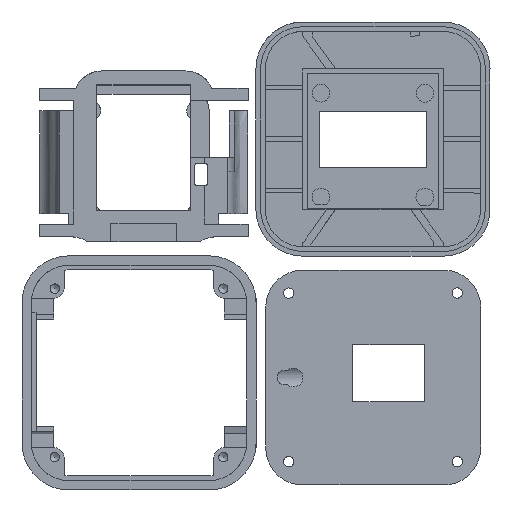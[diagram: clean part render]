
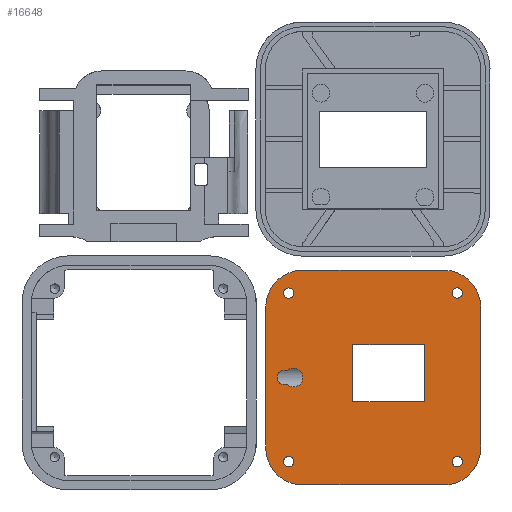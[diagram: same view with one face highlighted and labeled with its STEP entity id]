
A CAD part, front view. The second image highlights one B-rep face of the part: STEP entity #16648.
In plain terms, the highlighted planar face has unit normal (0, -1, 0).
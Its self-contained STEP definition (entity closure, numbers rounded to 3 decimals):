
#241=FACE_BOUND('',#2570,.T.);
#242=FACE_BOUND('',#2571,.T.);
#243=FACE_BOUND('',#2572,.T.);
#244=FACE_BOUND('',#2573,.T.);
#245=FACE_BOUND('',#2574,.T.);
#246=FACE_BOUND('',#2575,.T.);
#646=CIRCLE('',#17735,1.1);
#647=CIRCLE('',#17737,1.1);
#648=CIRCLE('',#17739,1.1);
#649=CIRCLE('',#17741,1.1);
#650=CIRCLE('',#17743,7.9);
#651=CIRCLE('',#17744,7.9);
#652=CIRCLE('',#17745,7.9);
#653=CIRCLE('',#17746,7.9);
#654=CIRCLE('',#17747,2.);
#655=CIRCLE('',#17748,1.5);
#1595=FACE_OUTER_BOUND('',#2569,.T.);
#2569=EDGE_LOOP('',(#15065,#15066,#15067,#15068,#15069,#15070,#15071,#15072));
#2570=EDGE_LOOP('',(#15073));
#2571=EDGE_LOOP('',(#15074));
#2572=EDGE_LOOP('',(#15075));
#2573=EDGE_LOOP('',(#15076));
#2574=EDGE_LOOP('',(#15077,#15078,#15079,#15080,#15081));
#2575=EDGE_LOOP('',(#15082,#15083,#15084,#15085));
#4524=LINE('',#28657,#6483);
#4525=LINE('',#28661,#6484);
#4526=LINE('',#28665,#6485);
#4527=LINE('',#28668,#6486);
#4528=LINE('',#28671,#6487);
#4529=LINE('',#28675,#6488);
#4530=LINE('',#28678,#6489);
#4531=LINE('',#28681,#6490);
#4532=LINE('',#28683,#6491);
#4533=LINE('',#28685,#6492);
#4534=LINE('',#28686,#6493);
#6483=VECTOR('',#21759,10.);
#6484=VECTOR('',#21762,10.);
#6485=VECTOR('',#21765,10.);
#6486=VECTOR('',#21768,10.);
#6487=VECTOR('',#21769,10.);
#6488=VECTOR('',#21772,10.);
#6489=VECTOR('',#21775,10.);
#6490=VECTOR('',#21776,10.);
#6491=VECTOR('',#21777,10.);
#6492=VECTOR('',#21778,10.);
#6493=VECTOR('',#21779,10.);
#8044=VERTEX_POINT('',#28637);
#8045=VERTEX_POINT('',#28641);
#8046=VERTEX_POINT('',#28645);
#8047=VERTEX_POINT('',#28649);
#8048=VERTEX_POINT('',#28653);
#8049=VERTEX_POINT('',#28654);
#8050=VERTEX_POINT('',#28656);
#8051=VERTEX_POINT('',#28658);
#8052=VERTEX_POINT('',#28660);
#8053=VERTEX_POINT('',#28662);
#8054=VERTEX_POINT('',#28664);
#8055=VERTEX_POINT('',#28666);
#8056=VERTEX_POINT('',#28669);
#8057=VERTEX_POINT('',#28670);
#8058=VERTEX_POINT('',#28672);
#8059=VERTEX_POINT('',#28674);
#8060=VERTEX_POINT('',#28676);
#8061=VERTEX_POINT('',#28679);
#8062=VERTEX_POINT('',#28680);
#8063=VERTEX_POINT('',#28682);
#8064=VERTEX_POINT('',#28684);
#10388=EDGE_CURVE('',#8044,#8044,#646,.T.);
#10390=EDGE_CURVE('',#8045,#8045,#647,.T.);
#10392=EDGE_CURVE('',#8046,#8046,#648,.T.);
#10394=EDGE_CURVE('',#8047,#8047,#649,.T.);
#10395=EDGE_CURVE('',#8048,#8049,#650,.T.);
#10396=EDGE_CURVE('',#8049,#8050,#4524,.T.);
#10397=EDGE_CURVE('',#8050,#8051,#651,.T.);
#10398=EDGE_CURVE('',#8051,#8052,#4525,.T.);
#10399=EDGE_CURVE('',#8052,#8053,#652,.T.);
#10400=EDGE_CURVE('',#8053,#8054,#4526,.T.);
#10401=EDGE_CURVE('',#8054,#8055,#653,.T.);
#10402=EDGE_CURVE('',#8055,#8048,#4527,.T.);
#10403=EDGE_CURVE('',#8056,#8057,#4528,.T.);
#10404=EDGE_CURVE('',#8057,#8058,#654,.T.);
#10405=EDGE_CURVE('',#8058,#8059,#4529,.T.);
#10406=EDGE_CURVE('',#8059,#8060,#655,.T.);
#10407=EDGE_CURVE('',#8060,#8056,#4530,.T.);
#10408=EDGE_CURVE('',#8061,#8062,#4531,.T.);
#10409=EDGE_CURVE('',#8062,#8063,#4532,.T.);
#10410=EDGE_CURVE('',#8063,#8064,#4533,.T.);
#10411=EDGE_CURVE('',#8064,#8061,#4534,.T.);
#15065=ORIENTED_EDGE('',*,*,#10395,.T.);
#15066=ORIENTED_EDGE('',*,*,#10396,.T.);
#15067=ORIENTED_EDGE('',*,*,#10397,.T.);
#15068=ORIENTED_EDGE('',*,*,#10398,.T.);
#15069=ORIENTED_EDGE('',*,*,#10399,.T.);
#15070=ORIENTED_EDGE('',*,*,#10400,.T.);
#15071=ORIENTED_EDGE('',*,*,#10401,.T.);
#15072=ORIENTED_EDGE('',*,*,#10402,.T.);
#15073=ORIENTED_EDGE('',*,*,#10388,.T.);
#15074=ORIENTED_EDGE('',*,*,#10390,.T.);
#15075=ORIENTED_EDGE('',*,*,#10392,.T.);
#15076=ORIENTED_EDGE('',*,*,#10394,.T.);
#15077=ORIENTED_EDGE('',*,*,#10403,.T.);
#15078=ORIENTED_EDGE('',*,*,#10404,.T.);
#15079=ORIENTED_EDGE('',*,*,#10405,.T.);
#15080=ORIENTED_EDGE('',*,*,#10406,.T.);
#15081=ORIENTED_EDGE('',*,*,#10407,.T.);
#15082=ORIENTED_EDGE('',*,*,#10408,.T.);
#15083=ORIENTED_EDGE('',*,*,#10409,.T.);
#15084=ORIENTED_EDGE('',*,*,#10410,.T.);
#15085=ORIENTED_EDGE('',*,*,#10411,.T.);
#15805=PLANE('',#17742);
#16648=ADVANCED_FACE('',(#1595,#241,#242,#243,#244,#245,#246),#15805,.T.);
#17735=AXIS2_PLACEMENT_3D('',#28639,#21738,#21739);
#17737=AXIS2_PLACEMENT_3D('',#28643,#21743,#21744);
#17739=AXIS2_PLACEMENT_3D('',#28647,#21748,#21749);
#17741=AXIS2_PLACEMENT_3D('',#28651,#21753,#21754);
#17742=AXIS2_PLACEMENT_3D('',#28652,#21755,#21756);
#17743=AXIS2_PLACEMENT_3D('',#28655,#21757,#21758);
#17744=AXIS2_PLACEMENT_3D('',#28659,#21760,#21761);
#17745=AXIS2_PLACEMENT_3D('',#28663,#21763,#21764);
#17746=AXIS2_PLACEMENT_3D('',#28667,#21766,#21767);
#17747=AXIS2_PLACEMENT_3D('',#28673,#21770,#21771);
#17748=AXIS2_PLACEMENT_3D('',#28677,#21773,#21774);
#21738=DIRECTION('center_axis',(0.,1.,0.));
#21739=DIRECTION('ref_axis',(0.,0.,1.));
#21743=DIRECTION('center_axis',(0.,1.,0.));
#21744=DIRECTION('ref_axis',(0.,0.,1.));
#21748=DIRECTION('center_axis',(0.,1.,0.));
#21749=DIRECTION('ref_axis',(0.,0.,1.));
#21753=DIRECTION('center_axis',(0.,1.,0.));
#21754=DIRECTION('ref_axis',(0.,0.,1.));
#21755=DIRECTION('center_axis',(0.,-1.,0.));
#21756=DIRECTION('ref_axis',(1.,0.,0.));
#21757=DIRECTION('center_axis',(0.,-1.,0.));
#21758=DIRECTION('ref_axis',(-0.707,0.,-0.707));
#21759=DIRECTION('',(1.,0.,0.));
#21760=DIRECTION('center_axis',(0.,-1.,0.));
#21761=DIRECTION('ref_axis',(0.707,0.,-0.707));
#21762=DIRECTION('',(0.,0.,1.));
#21763=DIRECTION('center_axis',(0.,-1.,0.));
#21764=DIRECTION('ref_axis',(0.707,0.,0.707));
#21765=DIRECTION('',(-1.,0.,0.));
#21766=DIRECTION('center_axis',(0.,-1.,0.));
#21767=DIRECTION('ref_axis',(-0.707,0.,0.707));
#21768=DIRECTION('',(0.,0.,-1.));
#21769=DIRECTION('',(1.,0.,0.));
#21770=DIRECTION('center_axis',(0.,1.,0.));
#21771=DIRECTION('ref_axis',(0.,0.,
-1.));
#21772=DIRECTION('',(-1.,0.,0.));
#21773=DIRECTION('center_axis',(0.,1.,0.));
#21774=DIRECTION('ref_axis',(0.,0.,
-1.));
#21775=DIRECTION('',(0.,0.,1.));
#21776=DIRECTION('',(0.,0.,-1.));
#21777=DIRECTION('',(-1.,0.,0.));
#21778=DIRECTION('',(0.,0.,1.));
#21779=DIRECTION('',(1.,0.,0.));
#28637=CARTESIAN_POINT('',(92.981,0.01,4.957));
#28639=CARTESIAN_POINT('Origin',(92.981,0.01,6.057));
#28641=CARTESIAN_POINT('',(92.98,0.01,40.962));
#28643=CARTESIAN_POINT('Origin',(92.98,0.01,42.062));
#28645=CARTESIAN_POINT('',(56.977,0.01,4.948));
#28647=CARTESIAN_POINT('Origin',(56.977,0.01,6.048));
#28649=CARTESIAN_POINT('',(56.987,0.01,40.956));
#28651=CARTESIAN_POINT('Origin',(56.987,0.01,42.056));
#28652=CARTESIAN_POINT('Origin',(75.03,0.01,24.007));
#28653=CARTESIAN_POINT('',(52.08,0.01,8.957));
#28654=CARTESIAN_POINT('',(59.98,0.01,1.057));
#28655=CARTESIAN_POINT('Origin',(59.98,0.01,8.957));
#28656=CARTESIAN_POINT('',(90.08,0.01,1.057));
#28657=CARTESIAN_POINT('',(75.03,0.01,1.057));
#28658=CARTESIAN_POINT('',(97.98,0.01,8.957));
#28659=CARTESIAN_POINT('Origin',(90.08,0.01,8.957));
#28660=CARTESIAN_POINT('',(97.98,0.01,39.057));
#28661=CARTESIAN_POINT('',(97.98,0.01,24.007));
#28662=CARTESIAN_POINT('',(90.08,0.01,46.957));
#28663=CARTESIAN_POINT('Origin',(90.08,0.01,39.057));
#28664=CARTESIAN_POINT('',(59.98,0.01,46.957));
#28665=CARTESIAN_POINT('',(75.03,0.01,46.957));
#28666=CARTESIAN_POINT('',(52.08,0.01,39.057));
#28667=CARTESIAN_POINT('Origin',(59.98,0.01,39.057));
#28668=CARTESIAN_POINT('',(52.08,0.01,24.007));
#28669=CARTESIAN_POINT('',(56.,0.01,25.5));
#28670=CARTESIAN_POINT('',(56.677,0.01,25.5));
#28671=CARTESIAN_POINT('',(65.765,0.01,25.5));
#28672=CARTESIAN_POINT('',(56.677,0.01,22.5));
#28673=CARTESIAN_POINT('Origin',(58.,0.01,24.));
#28674=CARTESIAN_POINT('',(56.019,0.01,22.5));
#28675=CARTESIAN_POINT('',(65.765,0.01,22.5));
#28676=CARTESIAN_POINT('',(56.,0.01,25.5));
#28677=CARTESIAN_POINT('Origin',(56.,0.01,24.));
#28678=CARTESIAN_POINT('',(56.,0.01,24.003));
#28679=CARTESIAN_POINT('',(85.98,0.01,31.057));
#28680=CARTESIAN_POINT('',(85.98,0.01,18.867));
#28681=CARTESIAN_POINT('',(85.98,0.01,21.882));
#28682=CARTESIAN_POINT('',(70.68,0.01,18.867));
#28683=CARTESIAN_POINT('',(76.68,0.01,18.867));
#28684=CARTESIAN_POINT('',(70.68,0.01,31.057));
#28685=CARTESIAN_POINT('',(70.68,0.01,27.282));
#28686=CARTESIAN_POINT('',(76.68,0.01,31.057));
